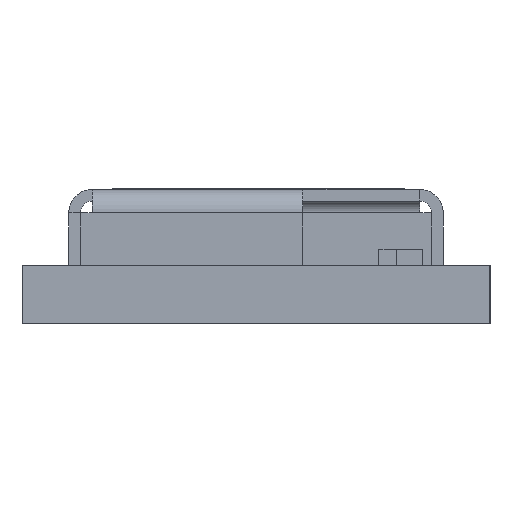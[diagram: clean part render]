
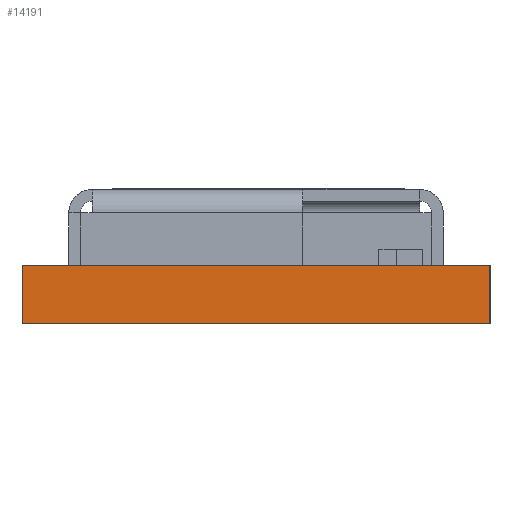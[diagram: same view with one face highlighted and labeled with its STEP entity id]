
A CAD part, left-side view. The second image highlights one B-rep face of the part: STEP entity #14191.
In plain terms, the highlighted planar face has unit normal (-1, 0, 0).
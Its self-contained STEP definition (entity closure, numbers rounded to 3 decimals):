
#1245=ORIENTED_EDGE('',*,*,#3696,.T.);
#1246=ORIENTED_EDGE('',*,*,#3694,.T.);
#1247=ORIENTED_EDGE('',*,*,#3698,.F.);
#1248=ORIENTED_EDGE('',*,*,#3177,.T.);
#3177=EDGE_CURVE('',#4625,#4624,#5587,.T.);
#3694=EDGE_CURVE('',#4995,#4997,#6104,.T.);
#3696=EDGE_CURVE('',#4624,#4995,#6106,.T.);
#3698=EDGE_CURVE('',#4625,#4997,#6108,.T.);
#4624=VERTEX_POINT('',#17726);
#4625=VERTEX_POINT('',#17728);
#4995=VERTEX_POINT('',#18793);
#4997=VERTEX_POINT('',#18797);
#5587=LINE('',#17727,#6894);
#6104=LINE('',#18798,#7411);
#6106=LINE('',#18801,#7413);
#6108=LINE('',#18805,#7415);
#6894=VECTOR('',#15239,1000.);
#7411=VECTOR('',#16118,1000.);
#7413=VECTOR('',#16122,1000.);
#7415=VECTOR('',#16128,1000.);
#8427=EDGE_LOOP('',(#1245,#1246,#1247,#1248));
#9139=FACE_BOUND('',#8427,.T.);
#9800=PLANE('',#14825);
#14191=ADVANCED_FACE('',(#9139),#9800,.T.);
#14825=AXIS2_PLACEMENT_3D('',#18806,#16129,#16130);
#15239=DIRECTION('',(0.,-1.,0.));
#16118=DIRECTION('',(0.,1.,0.));
#16122=DIRECTION('',(0.,0.,1.));
#16128=DIRECTION('',(0.,0.,1.));
#16129=DIRECTION('',(-1.,0.,0.));
#16130=DIRECTION('',(0.,1.,0.));
#17726=CARTESIAN_POINT('',(0.,0.,-0.996));
#17727=CARTESIAN_POINT('',(0.,8.,-0.996));
#17728=CARTESIAN_POINT('',(0.,8.,-0.996));
#18793=CARTESIAN_POINT('',(0.,0.,0.));
#18797=CARTESIAN_POINT('',(0.,8.,0.));
#18798=CARTESIAN_POINT('',(0.,0.,0.));
#18801=CARTESIAN_POINT('',(0.,0.,-0.616));
#18805=CARTESIAN_POINT('',(0.,8.,-0.616));
#18806=CARTESIAN_POINT('',(0.,0.,-0.616));
